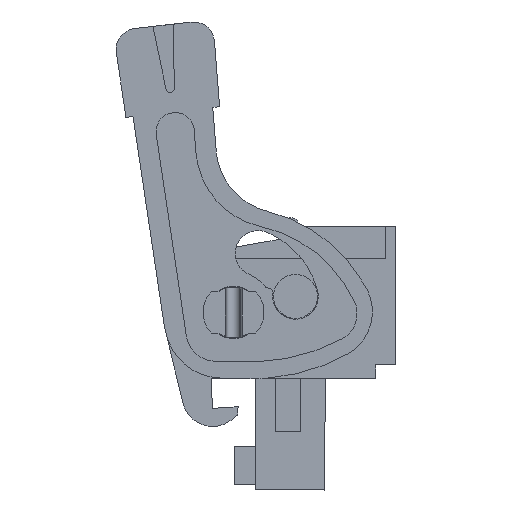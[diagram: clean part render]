
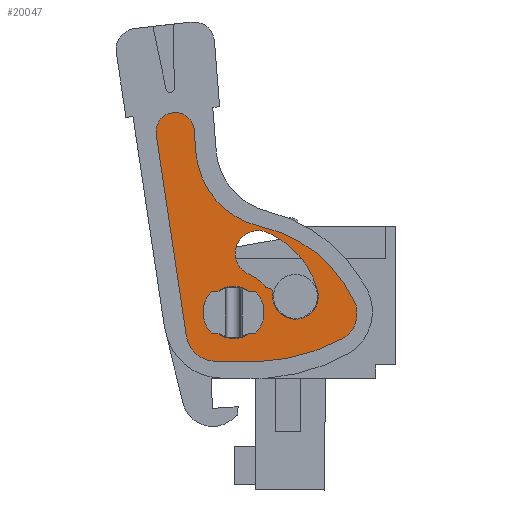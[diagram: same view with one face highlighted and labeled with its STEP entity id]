
A CAD part, left-side view. The second image highlights one B-rep face of the part: STEP entity #20047.
In plain terms, the highlighted planar face has unit normal (-1, 0, 0).
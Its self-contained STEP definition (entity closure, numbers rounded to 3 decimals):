
#18887=AXIS2_PLACEMENT_3D('Plane Axis2P3D',#18884,#18885,#18886) ;
#19419=AXIS2_PLACEMENT_3D('Circle Axis2P3D',#19417,#19418,$) ;
#19558=AXIS2_PLACEMENT_3D('Circle Axis2P3D',#19556,#19557,$) ;
#19583=AXIS2_PLACEMENT_3D('Circle Axis2P3D',#19581,#19582,$) ;
#19608=AXIS2_PLACEMENT_3D('Circle Axis2P3D',#19606,#19607,$) ;
#19633=AXIS2_PLACEMENT_3D('Circle Axis2P3D',#19631,#19632,$) ;
#19965=AXIS2_PLACEMENT_3D('Circle Axis2P3D',#19963,#19964,$) ;
#19974=AXIS2_PLACEMENT_3D('Circle Axis2P3D',#19972,#19973,$) ;
#19981=AXIS2_PLACEMENT_3D('Circle Axis2P3D',#19979,#19980,$) ;
#19988=AXIS2_PLACEMENT_3D('Circle Axis2P3D',#19986,#19987,$) ;
#19995=AXIS2_PLACEMENT_3D('Circle Axis2P3D',#19993,#19994,$) ;
#20002=AXIS2_PLACEMENT_3D('Circle Axis2P3D',#20000,#20001,$) ;
#20009=AXIS2_PLACEMENT_3D('Circle Axis2P3D',#20007,#20008,$) ;
#20016=AXIS2_PLACEMENT_3D('Circle Axis2P3D',#20014,#20015,$) ;
#20031=AXIS2_PLACEMENT_3D('Circle Axis2P3D',#20029,#20030,$) ;
#20040=AXIS2_PLACEMENT_3D('Circle Axis2P3D',#20038,#20039,$) ;
#18884=CARTESIAN_POINT('Axis2P3D Location',(1.1,1.4,0.)) ;
#19417=CARTESIAN_POINT('Axis2P3D Location',(1.1,10.645,9.383)) ;
#19421=CARTESIAN_POINT('Vertex',(1.1,10.665,7.61)) ;
#19423=CARTESIAN_POINT('Vertex',(1.1,12.398,9.121)) ;
#19449=CARTESIAN_POINT('Line Origine',(1.1,13.287,15.072)) ;
#19453=CARTESIAN_POINT('Vertex',(1.1,14.176,21.023)) ;
#19475=CARTESIAN_POINT('Control Point',(1.1,14.176,21.023)) ;
#19476=CARTESIAN_POINT('Control Point',(1.1,14.229,21.374)) ;
#19477=CARTESIAN_POINT('Control Point',(1.1,14.144,21.746)) ;
#19478=CARTESIAN_POINT('Control Point',(1.1,13.907,22.065)) ;
#19479=CARTESIAN_POINT('Control Point',(1.1,13.246,22.446)) ;
#19480=CARTESIAN_POINT('Control Point',(1.1,12.502,22.275)) ;
#19481=CARTESIAN_POINT('Control Point',(1.1,12.183,22.039)) ;
#19482=CARTESIAN_POINT('Control Point',(1.1,11.992,21.709)) ;
#19483=CARTESIAN_POINT('Control Point',(1.1,11.94,21.357)) ;
#19484=CARTESIAN_POINT('Vertex',(1.1,11.94,21.357)) ;
#19506=CARTESIAN_POINT('Control Point',(1.1,11.94,21.357)) ;
#19507=CARTESIAN_POINT('Control Point',(1.1,11.936,21.331)) ;
#19508=CARTESIAN_POINT('Control Point',(1.1,11.933,21.305)) ;
#19509=CARTESIAN_POINT('Control Point',(1.1,11.931,21.279)) ;
#19510=CARTESIAN_POINT('Vertex',(1.1,11.931,21.279)) ;
#19531=CARTESIAN_POINT('Line Origine',(1.1,11.879,20.618)) ;
#19535=CARTESIAN_POINT('Vertex',(1.1,11.827,19.957)) ;
#19556=CARTESIAN_POINT('Axis2P3D Location',(1.1,6.976,20.339)) ;
#19560=CARTESIAN_POINT('Vertex',(1.1,8.015,15.585)) ;
#19581=CARTESIAN_POINT('Axis2P3D Location',(1.1,9.73,7.737)) ;
#19585=CARTESIAN_POINT('Vertex',(1.1,2.462,11.157)) ;
#19606=CARTESIAN_POINT('Axis2P3D Location',(1.1,4.004,10.431)) ;
#19610=CARTESIAN_POINT('Vertex',(1.1,3.202,8.927)) ;
#19631=CARTESIAN_POINT('Axis2P3D Location',(1.1,8.615,19.073)) ;
#19635=CARTESIAN_POINT('Vertex',(1.1,8.181,7.582)) ;
#19656=CARTESIAN_POINT('Line Origine',(1.1,9.423,7.596)) ;
#19963=CARTESIAN_POINT('Axis2P3D Location',(1.1,7.517,12.189)) ;
#19967=CARTESIAN_POINT('Vertex',(1.1,7.517,11.939)) ;
#19969=CARTESIAN_POINT('Vertex',(1.1,7.711,12.031)) ;
#19972=CARTESIAN_POINT('Axis2P3D Location',(1.1,9.6,10.5)) ;
#19976=CARTESIAN_POINT('Vertex',(1.1,8.672,12.747)) ;
#19979=CARTESIAN_POINT('Axis2P3D Location',(1.1,8.156,13.995)) ;
#19983=CARTESIAN_POINT('Vertex',(1.1,7.641,15.242)) ;
#19986=CARTESIAN_POINT('Axis2P3D Location',(1.1,9.6,10.5)) ;
#19990=CARTESIAN_POINT('Vertex',(1.1,4.633,11.789)) ;
#19993=CARTESIAN_POINT('Axis2P3D Location',(1.1,5.94,11.45)) ;
#19997=CARTESIAN_POINT('Vertex',(1.1,7.247,11.111)) ;
#20000=CARTESIAN_POINT('Axis2P3D Location',(1.1,5.94,11.45)) ;
#20004=CARTESIAN_POINT('Vertex',(1.1,7.286,11.555)) ;
#20007=CARTESIAN_POINT('Axis2P3D Location',(1.1,6.887,11.524)) ;
#20011=CARTESIAN_POINT('Vertex',(1.1,7.274,11.625)) ;
#20014=CARTESIAN_POINT('Axis2P3D Location',(1.1,7.516,11.689)) ;
#20029=CARTESIAN_POINT('Axis2P3D Location',(1.1,9.6,10.5)) ;
#20033=CARTESIAN_POINT('Vertex',(1.1,9.6,8.95)) ;
#20035=CARTESIAN_POINT('Vertex',(1.1,9.6,12.05)) ;
#20038=CARTESIAN_POINT('Axis2P3D Location',(1.1,9.6,10.5)) ;
#18885=DIRECTION('Axis2P3D Direction',(1.,0.,0.)) ;
#18886=DIRECTION('Axis2P3D XDirection',(0.,1.,0.)) ;
#19418=DIRECTION('Axis2P3D Direction',(1.,0.,0.)) ;
#19450=DIRECTION('Vector Direction',(0.,0.148,0.989)) ;
#19532=DIRECTION('Vector Direction',(0.,-0.078,-0.997)) ;
#19557=DIRECTION('Axis2P3D Direction',(1.,0.,0.)) ;
#19582=DIRECTION('Axis2P3D Direction',(1.,0.,0.)) ;
#19607=DIRECTION('Axis2P3D Direction',(1.,0.,0.)) ;
#19632=DIRECTION('Axis2P3D Direction',(1.,0.,0.)) ;
#19657=DIRECTION('Vector Direction',(0.,1.,0.011)) ;
#19964=DIRECTION('Axis2P3D Direction',(1.,0.,0.)) ;
#19973=DIRECTION('Axis2P3D Direction',(1.,0.,0.)) ;
#19980=DIRECTION('Axis2P3D Direction',(1.,0.,0.)) ;
#19987=DIRECTION('Axis2P3D Direction',(1.,0.,0.)) ;
#19994=DIRECTION('Axis2P3D Direction',(1.,0.,0.)) ;
#20001=DIRECTION('Axis2P3D Direction',(1.,0.,0.)) ;
#20008=DIRECTION('Axis2P3D Direction',(1.,0.,0.)) ;
#20015=DIRECTION('Axis2P3D Direction',(1.,0.,0.)) ;
#20030=DIRECTION('Axis2P3D Direction',(1.,0.,0.)) ;
#20039=DIRECTION('Axis2P3D Direction',(1.,0.,0.)) ;
#19451=VECTOR('Line Direction',#19450,1.) ;
#19533=VECTOR('Line Direction',#19532,1.) ;
#19658=VECTOR('Line Direction',#19657,1.) ;
#19952=ORIENTED_EDGE('',*,*,#19425,.F.) ;
#19953=ORIENTED_EDGE('',*,*,#19660,.F.) ;
#19954=ORIENTED_EDGE('',*,*,#19637,.F.) ;
#19955=ORIENTED_EDGE('',*,*,#19612,.F.) ;
#19956=ORIENTED_EDGE('',*,*,#19587,.F.) ;
#19957=ORIENTED_EDGE('',*,*,#19562,.F.) ;
#19958=ORIENTED_EDGE('',*,*,#19537,.F.) ;
#19959=ORIENTED_EDGE('',*,*,#19512,.F.) ;
#19960=ORIENTED_EDGE('',*,*,#19486,.F.) ;
#19961=ORIENTED_EDGE('',*,*,#19455,.F.) ;
#20020=ORIENTED_EDGE('',*,*,#19971,.T.) ;
#20021=ORIENTED_EDGE('',*,*,#19978,.F.) ;
#20022=ORIENTED_EDGE('',*,*,#19985,.T.) ;
#20023=ORIENTED_EDGE('',*,*,#19992,.T.) ;
#20024=ORIENTED_EDGE('',*,*,#19999,.T.) ;
#20025=ORIENTED_EDGE('',*,*,#20006,.T.) ;
#20026=ORIENTED_EDGE('',*,*,#20013,.T.) ;
#20027=ORIENTED_EDGE('',*,*,#20018,.F.) ;
#20044=ORIENTED_EDGE('',*,*,#20037,.T.) ;
#20045=ORIENTED_EDGE('',*,*,#20042,.T.) ;
#20028=FACE_BOUND('',#20019,.T.) ;
#20046=FACE_BOUND('',#20043,.T.) ;
#20047=ADVANCED_FACE('lock.1',(#19962,#20028,#20046),#18888,.F.) ;
#19474=B_SPLINE_CURVE_WITH_KNOTS('',5,(#19475,#19476,#19477,#19478,#19479,#19480,#19481,#19482,#19483),.UNSPECIFIED.,.F.,.U.,(6,3,6),(-1.776,0.,1.776),.UNSPECIFIED.) ;
#19505=B_SPLINE_CURVE_WITH_KNOTS('',3,(#19506,#19507,#19508,#19509),.UNSPECIFIED.,.F.,.U.,(4,4),(-0.039,0.039),.UNSPECIFIED.) ;
#19420=CIRCLE('generated circle',#19419,1.773) ;
#19559=CIRCLE('generated circle',#19558,4.866) ;
#19584=CIRCLE('generated circle',#19583,8.033) ;
#19609=CIRCLE('generated circle',#19608,1.705) ;
#19634=CIRCLE('generated circle',#19633,11.5) ;
#19966=CIRCLE('generated circle',#19965,0.25) ;
#19975=CIRCLE('generated circle',#19974,2.431) ;
#19982=CIRCLE('generated circle',#19981,1.35) ;
#19989=CIRCLE('generated circle',#19988,5.131) ;
#19996=CIRCLE('generated circle',#19995,1.35) ;
#20003=CIRCLE('generated circle',#20002,1.35) ;
#20010=CIRCLE('generated circle',#20009,0.4) ;
#20017=CIRCLE('generated circle',#20016,0.25) ;
#20032=CIRCLE('generated circle',#20031,1.55) ;
#20041=CIRCLE('generated circle',#20040,1.55) ;
#19425=EDGE_CURVE('',#19422,#19424,#19420,.T.) ;
#19455=EDGE_CURVE('',#19424,#19454,#19452,.T.) ;
#19486=EDGE_CURVE('',#19454,#19485,#19474,.T.) ;
#19512=EDGE_CURVE('',#19485,#19511,#19505,.T.) ;
#19537=EDGE_CURVE('',#19511,#19536,#19534,.T.) ;
#19562=EDGE_CURVE('',#19536,#19561,#19559,.F.) ;
#19587=EDGE_CURVE('',#19561,#19586,#19584,.T.) ;
#19612=EDGE_CURVE('',#19586,#19611,#19609,.T.) ;
#19637=EDGE_CURVE('',#19611,#19636,#19634,.T.) ;
#19660=EDGE_CURVE('',#19636,#19422,#19659,.T.) ;
#19971=EDGE_CURVE('',#19968,#19970,#19966,.T.) ;
#19978=EDGE_CURVE('',#19977,#19970,#19975,.T.) ;
#19985=EDGE_CURVE('',#19977,#19984,#19982,.T.) ;
#19992=EDGE_CURVE('',#19984,#19991,#19989,.T.) ;
#19999=EDGE_CURVE('',#19991,#19998,#19996,.T.) ;
#20006=EDGE_CURVE('',#19998,#20005,#20003,.T.) ;
#20013=EDGE_CURVE('',#20005,#20012,#20010,.T.) ;
#20018=EDGE_CURVE('',#19968,#20012,#20017,.T.) ;
#20037=EDGE_CURVE('',#20034,#20036,#20032,.T.) ;
#20042=EDGE_CURVE('',#20036,#20034,#20041,.T.) ;
#19951=EDGE_LOOP('',(#19952,#19953,#19954,#19955,#19956,#19957,#19958,#19959,#19960,#19961)) ;
#20019=EDGE_LOOP('',(#20020,#20021,#20022,#20023,#20024,#20025,#20026,#20027)) ;
#20043=EDGE_LOOP('',(#20044,#20045)) ;
#19962=FACE_OUTER_BOUND('',#19951,.T.) ;
#19452=LINE('Line',#19449,#19451) ;
#19534=LINE('Line',#19531,#19533) ;
#19659=LINE('Line',#19656,#19658) ;
#18888=PLANE('',#18887) ;
#19422=VERTEX_POINT('',#19421) ;
#19424=VERTEX_POINT('',#19423) ;
#19454=VERTEX_POINT('',#19453) ;
#19485=VERTEX_POINT('',#19484) ;
#19511=VERTEX_POINT('',#19510) ;
#19536=VERTEX_POINT('',#19535) ;
#19561=VERTEX_POINT('',#19560) ;
#19586=VERTEX_POINT('',#19585) ;
#19611=VERTEX_POINT('',#19610) ;
#19636=VERTEX_POINT('',#19635) ;
#19968=VERTEX_POINT('',#19967) ;
#19970=VERTEX_POINT('',#19969) ;
#19977=VERTEX_POINT('',#19976) ;
#19984=VERTEX_POINT('',#19983) ;
#19991=VERTEX_POINT('',#19990) ;
#19998=VERTEX_POINT('',#19997) ;
#20005=VERTEX_POINT('',#20004) ;
#20012=VERTEX_POINT('',#20011) ;
#20034=VERTEX_POINT('',#20033) ;
#20036=VERTEX_POINT('',#20035) ;
